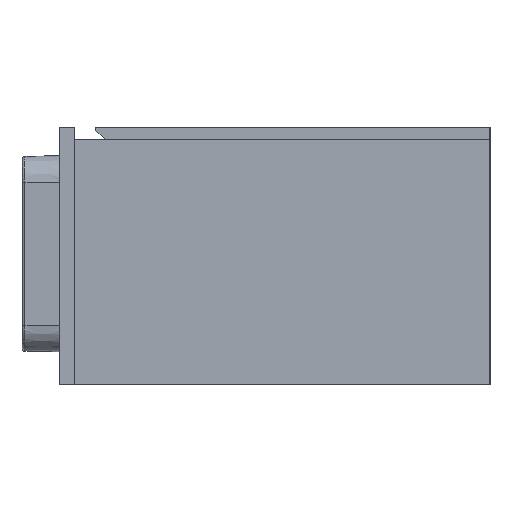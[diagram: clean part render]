
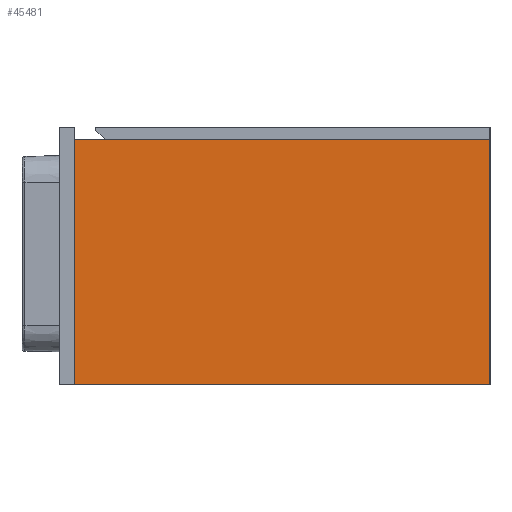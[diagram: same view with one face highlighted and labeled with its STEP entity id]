
A CAD part, left-side view. The second image highlights one B-rep face of the part: STEP entity #45481.
In plain terms, the highlighted planar face has unit normal (-1, 0, 0).
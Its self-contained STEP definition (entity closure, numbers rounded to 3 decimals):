
#151 = EDGE_CURVE ( 'NONE', #15982, #45714, #37763, .T. ) ;
#2471 = CARTESIAN_POINT ( 'NONE',  ( -369., 275., 325. ) ) ;
#4055 = CARTESIAN_POINT ( 'NONE',  ( -369., -275., 325. ) ) ;
#4178 = EDGE_LOOP ( 'NONE', ( #43542, #60883, #11509, #33183 ) ) ;
#4886 = CARTESIAN_POINT ( 'NONE',  ( -369., -275., 0. ) ) ;
#5415 = VECTOR ( 'NONE', #15523, 1000. ) ;
#6146 = EDGE_CURVE ( 'NONE', #62505, #32666, #60566, .T. ) ;
#9137 = DIRECTION ( 'NONE',  ( -1., 0., 0. ) ) ;
#11509 = ORIENTED_EDGE ( 'NONE', *, *, #6146, .T. ) ;
#15008 = CARTESIAN_POINT ( 'NONE',  ( -369., 275., 325. ) ) ;
#15523 = DIRECTION ( 'NONE',  ( 0., 1., 0. ) ) ;
#15982 = VERTEX_POINT ( 'NONE', #4886 ) ;
#24282 = DIRECTION ( 'NONE',  ( 0., -1., 0. ) ) ;
#27849 = EDGE_CURVE ( 'NONE', #62505, #15982, #64024, .T. ) ;
#30605 = DIRECTION ( 'NONE',  ( 0., 1., 0. ) ) ;
#31259 = EDGE_CURVE ( 'NONE', #32666, #45714, #63966, .T. ) ;
#32666 = VERTEX_POINT ( 'NONE', #60501 ) ;
#32865 = DIRECTION ( 'NONE',  ( 0., 0., -1. ) ) ;
#33183 = ORIENTED_EDGE ( 'NONE', *, *, #31259, .T. ) ;
#37763 = LINE ( 'NONE', #56854, #5415 ) ;
#39573 = VECTOR ( 'NONE', #30605, 1000. ) ;
#40545 = CARTESIAN_POINT ( 'NONE',  ( -369., 275., 0. ) ) ;
#43542 = ORIENTED_EDGE ( 'NONE', *, *, #151, .F. ) ;
#45481 = ADVANCED_FACE ( 'NONE', ( #60828 ), #50688, .T. ) ;
#45714 = VERTEX_POINT ( 'NONE', #40545 ) ;
#50284 = VECTOR ( 'NONE', #32865, 1000. ) ;
#50688 = PLANE ( 'NONE',  #55165 ) ;
#55165 = AXIS2_PLACEMENT_3D ( 'NONE', #15008, #9137, #24282 ) ;
#56854 = CARTESIAN_POINT ( 'NONE',  ( -369., 275., 0. ) ) ;
#58323 = VECTOR ( 'NONE', #63702, 1000. ) ;
#60501 = CARTESIAN_POINT ( 'NONE',  ( -369., 275., 325. ) ) ;
#60566 = LINE ( 'NONE', #65852, #39573 ) ;
#60828 = FACE_OUTER_BOUND ( 'NONE', #4178, .T. ) ;
#60883 = ORIENTED_EDGE ( 'NONE', *, *, #27849, .F. ) ;
#62505 = VERTEX_POINT ( 'NONE', #4055 ) ;
#63368 = CARTESIAN_POINT ( 'NONE',  ( -369., -275., 325. ) ) ;
#63702 = DIRECTION ( 'NONE',  ( 0., 0., -1. ) ) ;
#63966 = LINE ( 'NONE', #2471, #58323 ) ;
#64024 = LINE ( 'NONE', #63368, #50284 ) ;
#65852 = CARTESIAN_POINT ( 'NONE',  ( -369., 275., 325. ) ) ;
